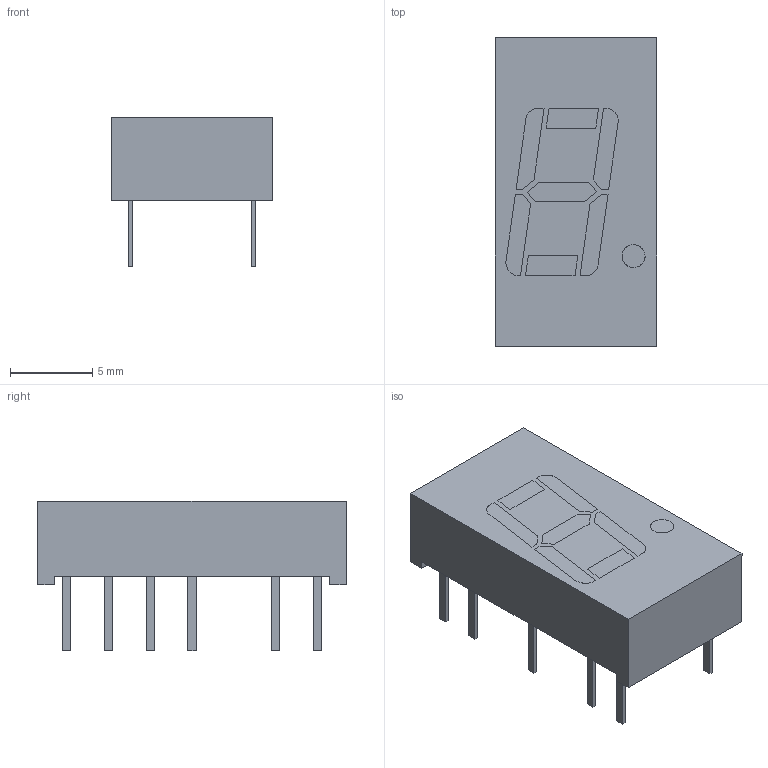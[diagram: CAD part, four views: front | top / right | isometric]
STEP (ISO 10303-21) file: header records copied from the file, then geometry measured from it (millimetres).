
FILE_DESCRIPTION (( 'STEP AP203' ), '1' );
FILE_NAME ('SC04-11.STEP', '2023-10-12T15:41:08', ( '' ), ( '' ), 'SwSTEP 2.0', 'SolidWorks 2014', '' );
FILE_SCHEMA (( 'CONFIG_CONTROL_DESIGN' ));
Length unit declared in the file: millimetre
Products named in the file (1): SC04-11
Bounding box: 9.8 x 18.75 x 9.08 mm (x, y, z)
Surface area: 1131 mm2 (no closed solid volume)
Topology: 0 solids, 56 shells, 166 faces, 512 edges, 420 vertices
Faces by surface type: plane 152, cylinder 14
Entity records: 5907 total; most frequent: CARTESIAN_POINT 1325, DIRECTION 858, ORIENTED_EDGE 781, EDGE_CURVE 512, VECTOR 468, LINE 468, VERTEX_POINT 420, AXIS2_PLACEMENT_3D 195
